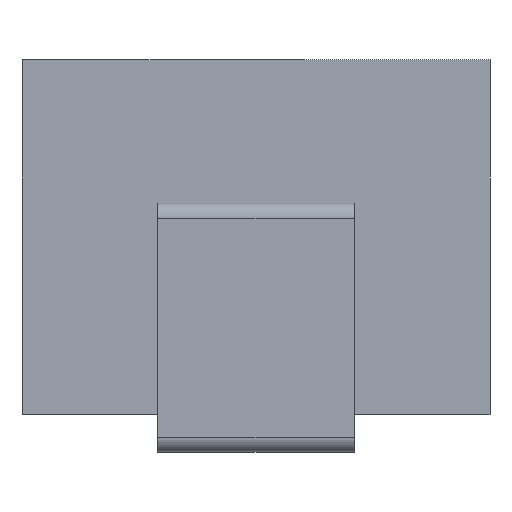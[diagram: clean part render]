
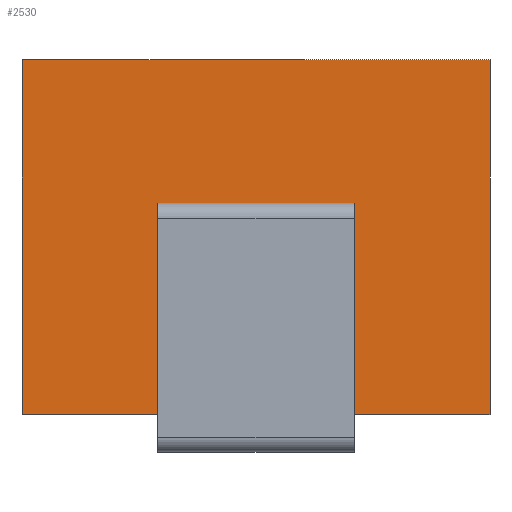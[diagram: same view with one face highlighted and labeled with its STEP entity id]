
A CAD part, left-side view. The second image highlights one B-rep face of the part: STEP entity #2530.
In plain terms, the highlighted planar face has unit normal (-1, 0, 0).
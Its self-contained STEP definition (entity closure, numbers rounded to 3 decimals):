
#83=ORIENTED_EDGE('',*,*,#613,.T.);
#84=ORIENTED_EDGE('',*,*,#609,.F.);
#85=ORIENTED_EDGE('',*,*,#614,.T.);
#86=ORIENTED_EDGE('',*,*,#615,.T.);
#87=ORIENTED_EDGE('',*,*,#616,.F.);
#88=ORIENTED_EDGE('',*,*,#617,.F.);
#89=ORIENTED_EDGE('',*,*,#618,.F.);
#90=ORIENTED_EDGE('',*,*,#619,.F.);
#609=EDGE_CURVE('',#874,#875,#1050,.T.);
#613=EDGE_CURVE('',#878,#875,#1054,.T.);
#614=EDGE_CURVE('',#874,#879,#1055,.T.);
#615=EDGE_CURVE('',#879,#880,#1056,.T.);
#616=EDGE_CURVE('',#881,#880,#1057,.T.);
#617=EDGE_CURVE('',#882,#881,#1058,.T.);
#618=EDGE_CURVE('',#883,#882,#1059,.T.);
#619=EDGE_CURVE('',#878,#883,#1060,.T.);
#874=VERTEX_POINT('',#3173);
#875=VERTEX_POINT('',#3175);
#878=VERTEX_POINT('',#3183);
#879=VERTEX_POINT('',#3185);
#880=VERTEX_POINT('',#3187);
#881=VERTEX_POINT('',#3189);
#882=VERTEX_POINT('',#3191);
#883=VERTEX_POINT('',#3193);
#1050=LINE('',#3174,#1278);
#1054=LINE('',#3182,#1282);
#1055=LINE('',#3184,#1283);
#1056=LINE('',#3186,#1284);
#1057=LINE('',#3188,#1285);
#1058=LINE('',#3190,#1286);
#1059=LINE('',#3192,#1287);
#1060=LINE('',#3194,#1288);
#1278=VECTOR('',#2743,1000.);
#1282=VECTOR('',#2749,1000.);
#1283=VECTOR('',#2750,1000.);
#1284=VECTOR('',#2751,1000.);
#1285=VECTOR('',#2752,1000.);
#1286=VECTOR('',#2753,1000.);
#1287=VECTOR('',#2754,1000.);
#1288=VECTOR('',#2755,1000.);
#1503=EDGE_LOOP('',(#83,#84,#85,#86,#87,#88,#89,#90));
#1616=FACE_BOUND('',#1503,.T.);
#1729=PLANE('',#2637);
#2530=ADVANCED_FACE('',(#1616),#1729,.T.);
#2637=AXIS2_PLACEMENT_3D('',#3181,#2747,#2748);
#2743=DIRECTION('',(0.,1.,0.));
#2747=DIRECTION('',(-1.,0.,0.));
#2748=DIRECTION('',(0.,0.,1.));
#2749=DIRECTION('',(0.,0.,-1.));
#2750=DIRECTION('',(0.,0.,1.));
#2751=DIRECTION('',(0.,1.,0.));
#2752=DIRECTION('',(0.,0.,1.));
#2753=DIRECTION('',(0.,1.,0.));
#2754=DIRECTION('',(0.,0.,-1.));
#2755=DIRECTION('',(0.,1.,0.));
#3173=CARTESIAN_POINT('',(-1.825,-1.55,0.25));
#3174=CARTESIAN_POINT('',(-1.825,-1.55,0.25));
#3175=CARTESIAN_POINT('',(-1.825,-0.65,0.25));
#3181=CARTESIAN_POINT('',(-1.825,-1.55,0.25));
#3182=CARTESIAN_POINT('',(-1.825,-0.65,0.25));
#3183=CARTESIAN_POINT('',(-1.825,-0.65,1.65));
#3184=CARTESIAN_POINT('',(-1.825,-1.55,0.25));
#3185=CARTESIAN_POINT('',(-1.825,-1.55,2.6));
#3186=CARTESIAN_POINT('',(-1.825,-1.55,2.6));
#3187=CARTESIAN_POINT('',(-1.825,1.55,2.6));
#3188=CARTESIAN_POINT('',(-1.825,1.55,0.25));
#3189=CARTESIAN_POINT('',(-1.825,1.55,0.25));
#3190=CARTESIAN_POINT('',(-1.825,-1.55,0.25));
#3191=CARTESIAN_POINT('',(-1.825,0.65,0.25));
#3192=CARTESIAN_POINT('',(-1.825,0.65,0.25));
#3193=CARTESIAN_POINT('',(-1.825,0.65,1.65));
#3194=CARTESIAN_POINT('',(-1.825,-1.55,1.65));
